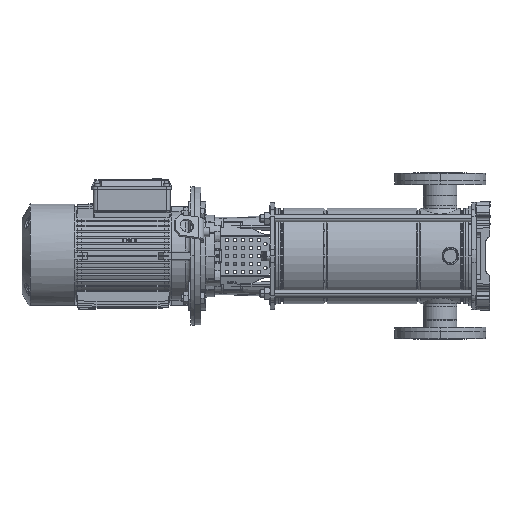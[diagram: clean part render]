
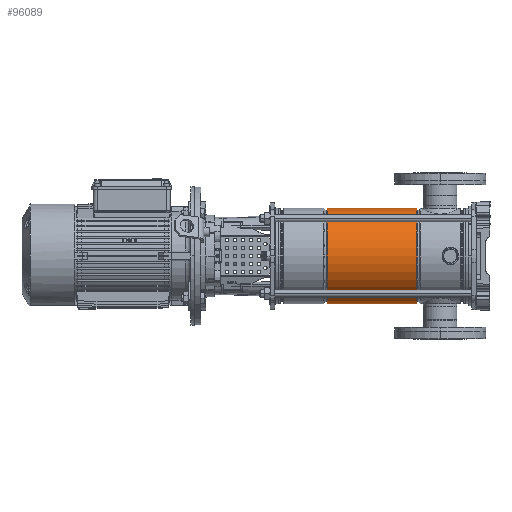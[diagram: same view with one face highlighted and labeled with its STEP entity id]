
A CAD part, left-side view. The second image highlights one B-rep face of the part: STEP entity #96089.
In plain terms, the highlighted cylindrical face has radius 85.9 mm (diameter 171.8 mm), a partial arc.
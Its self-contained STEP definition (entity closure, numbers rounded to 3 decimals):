
#1641 = FACE_OUTER_BOUND ( 'NONE', #36318, .T. ) ;
#2235 = ORIENTED_EDGE ( 'NONE', *, *, #51082, .F. ) ;
#8783 = LINE ( 'NONE', #63584, #24799 ) ;
#9117 = VERTEX_POINT ( 'NONE', #16233 ) ;
#9956 = DIRECTION ( 'NONE',  ( -1., 0., 0. ) ) ;
#15681 = AXIS2_PLACEMENT_3D ( 'NONE', #92622, #55818, #9956 ) ;
#16233 = CARTESIAN_POINT ( 'NONE',  ( -85.9, 0., 255.103 ) ) ;
#16588 = DIRECTION ( 'NONE',  ( 0., 0., -1. ) ) ;
#20198 = VECTOR ( 'NONE', #90548, 1000. ) ;
#21618 = EDGE_CURVE ( 'NONE', #9117, #26835, #8783, .T. ) ;
#24563 = CARTESIAN_POINT ( 'NONE',  ( 0., 0., 0. ) ) ;
#24799 = VECTOR ( 'NONE', #25209, 1000. ) ;
#25209 = DIRECTION ( 'NONE',  ( 0., 0., -1. ) ) ;
#26835 = VERTEX_POINT ( 'NONE', #53986 ) ;
#30506 = VERTEX_POINT ( 'NONE', #57484 ) ;
#32529 = DIRECTION ( 'NONE',  ( -1., 0., 0. ) ) ;
#32569 = DIRECTION ( 'NONE',  ( 0., 0., -1. ) ) ;
#33024 = CYLINDRICAL_SURFACE ( 'NONE', #84341, 85.9 ) ;
#36318 = EDGE_LOOP ( 'NONE', ( #2235, #44839, #40623, #51242 ) ) ;
#40623 = ORIENTED_EDGE ( 'NONE', *, *, #21618, .T. ) ;
#41559 = CARTESIAN_POINT ( 'NONE',  ( 0., 0., 93.897 ) ) ;
#44839 = ORIENTED_EDGE ( 'NONE', *, *, #53007, .T. ) ;
#50083 = EDGE_CURVE ( 'NONE', #30506, #26835, #94975, .T. ) ;
#51082 = EDGE_CURVE ( 'NONE', #51757, #30506, #67691, .T. ) ;
#51242 = ORIENTED_EDGE ( 'NONE', *, *, #50083, .F. ) ;
#51757 = VERTEX_POINT ( 'NONE', #56798 ) ;
#53007 = EDGE_CURVE ( 'NONE', #51757, #9117, #60245, .T. ) ;
#53986 = CARTESIAN_POINT ( 'NONE',  ( -85.9, 0., 93.897 ) ) ;
#55818 = DIRECTION ( 'NONE',  ( 0., 0., -1. ) ) ;
#56798 = CARTESIAN_POINT ( 'NONE',  ( 85.9, 0., 255.103 ) ) ;
#57484 = CARTESIAN_POINT ( 'NONE',  ( 85.9, 0., 93.897 ) ) ;
#60217 = CARTESIAN_POINT ( 'NONE',  ( 85.9, 0., 0. ) ) ;
#60245 = CIRCLE ( 'NONE', #15681, 85.9 ) ;
#63584 = CARTESIAN_POINT ( 'NONE',  ( -85.9, 0., 0. ) ) ;
#67691 = LINE ( 'NONE', #60217, #20198 ) ;
#79137 = AXIS2_PLACEMENT_3D ( 'NONE', #41559, #32569, #85866 ) ;
#84341 = AXIS2_PLACEMENT_3D ( 'NONE', #24563, #16588, #32529 ) ;
#85866 = DIRECTION ( 'NONE',  ( -1., 0., 0. ) ) ;
#90548 = DIRECTION ( 'NONE',  ( 0., 0., -1. ) ) ;
#92622 = CARTESIAN_POINT ( 'NONE',  ( 0., 0., 255.103 ) ) ;
#94975 = CIRCLE ( 'NONE', #79137, 85.9 ) ;
#96089 = ADVANCED_FACE ( 'NONE', ( #1641 ), #33024, .T. ) ;
